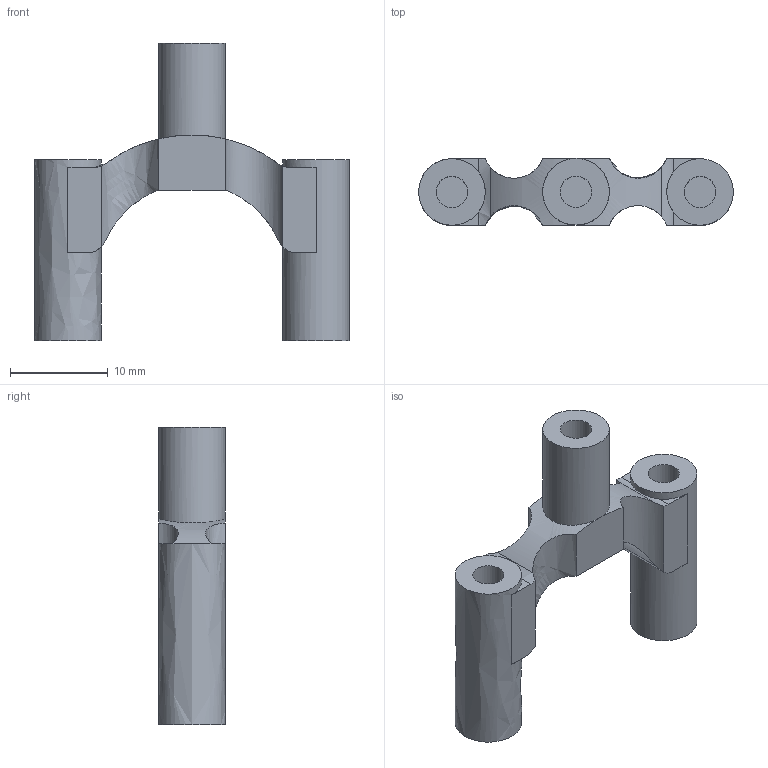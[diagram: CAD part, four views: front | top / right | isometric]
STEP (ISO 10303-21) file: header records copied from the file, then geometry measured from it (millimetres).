
FILE_DESCRIPTION((''),'2;1');
FILE_NAME('filename', '',(''),(''),'','','');
FILE_SCHEMA(('AUTOMOTIVE_DESIGN { 1 0 10303 214 1 1 1 1 }'));
Length unit declared in the file: millimetre
Products named in the file (1): Main_connector_new_bumper
Bounding box: 32.13 x 6.8 x 30.38 mm (x, y, z)
Volume: 2100 mm3; surface area: 1836.6 mm2
Topology: 1 solids, 1 shells, 41 faces, 97 edges, 63 vertices
Faces by surface type: plane 16, bspline 15, cylinder 10
Full cylindrical faces by diameter (mm): 3.2 x2, 6.8 x2
Entity records: 1469 total; most frequent: CARTESIAN_POINT 591, ORIENTED_EDGE 178, DIRECTION 152, EDGE_CURVE 89, VERTEX_POINT 61, AXIS2_PLACEMENT_3D 58, EDGE_LOOP 52, FACE_OUTER_BOUND 41
